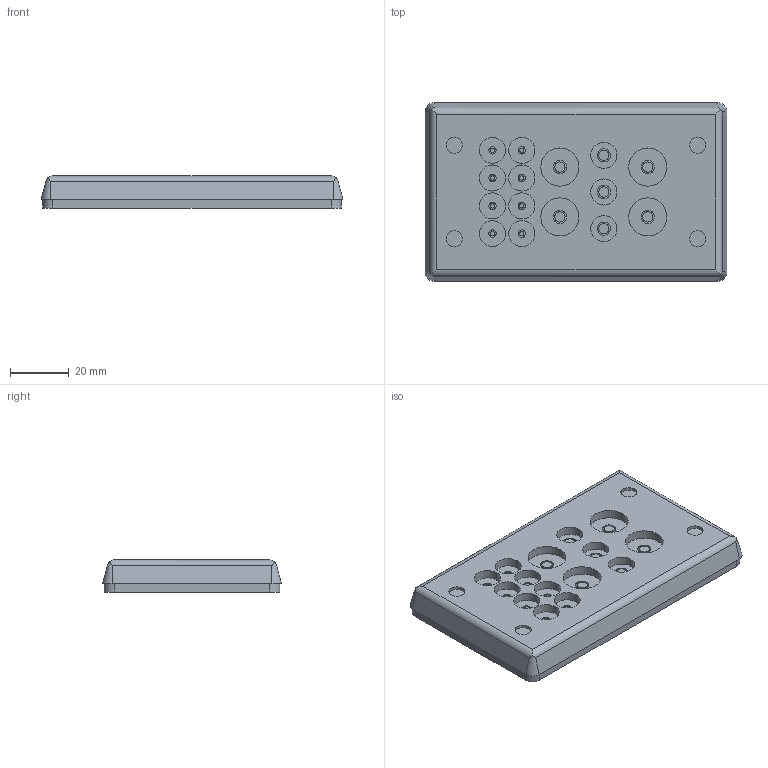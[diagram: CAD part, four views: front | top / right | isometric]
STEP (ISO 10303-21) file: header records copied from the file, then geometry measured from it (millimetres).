
FILE_DESCRIPTION (( 'STEP AP203' ), '1' );
FILE_NAME ('567403.step', '2024-10-14T13:38:55', ( '' ), ( '' ), 'SwSTEP 2.0', 'SolidWorks 2023', '' );
FILE_SCHEMA (( 'CONFIG_CONTROL_DESIGN' ));
Length unit declared in the file: inch
Products named in the file (1): 567403
Bounding box: 103 x 61 x 11 mm (x, y, z)
Volume: 36792.6 mm3; surface area: 20384.3 mm2
Topology: 1 solids, 1 shells, 235 faces, 516 edges, 344 vertices
Faces by surface type: cylinder 144, plane 87, cone 4
Entity records: 6793 total; most frequent: DIRECTION 1260, CARTESIAN_POINT 1244, ORIENTED_EDGE 1032, AXIS2_PLACEMENT_3D 520, EDGE_CURVE 516, VERTEX_POINT 344, EDGE_LOOP 296, CIRCLE 284
